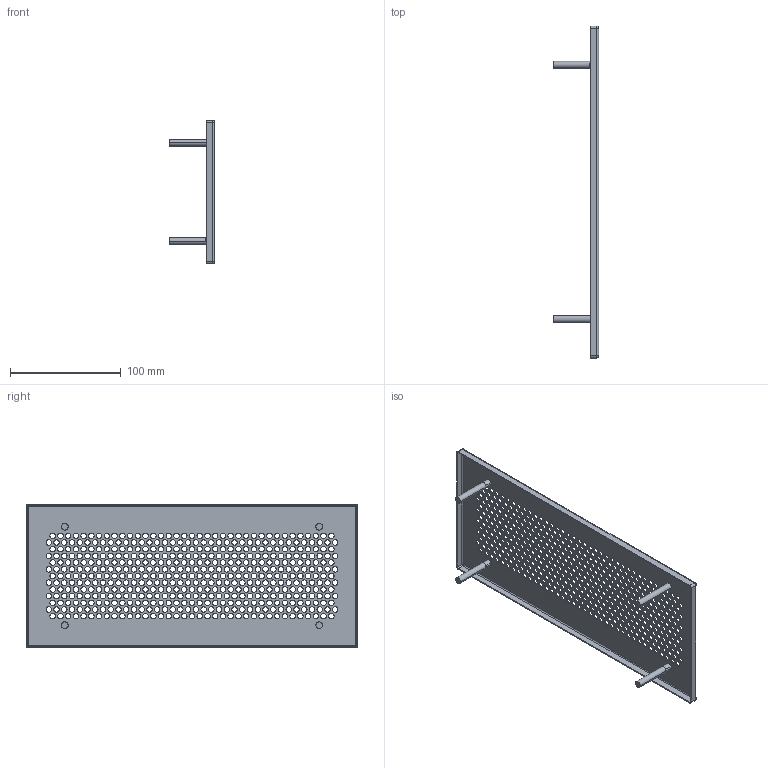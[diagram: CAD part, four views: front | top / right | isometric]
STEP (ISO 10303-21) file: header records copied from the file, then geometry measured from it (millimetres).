
FILE_DESCRIPTION(('CATIA V5 STEP Exchange','CAx-IF Rec.Pracs.--- Model Styling and Organization---1.4--- 2014-01-23','CAx-IF Rec.Pracs.---3D Tessellated Data Validation Properties---0.5---2014-09-14'),'2;1');
FILE_NAME('STEP_AIR590101_-_TST.stp','2021-03-29T06:11:31+00:00',('none'),('none'),'CATIA Version 5-6 Release 2019 SP3','CATIA V5 STEP AP242 v1','none');
FILE_SCHEMA(('AP242_MANAGED_MODEL_BASED_3D_ENGINEERING_MIM_LF {1 0 10303 442 1 1 4}'));
Length unit declared in the file: millimetre
Products named in the file (1): AIR590101 - TST
Bounding box: 41 x 300 x 130 mm (x, y, z)
Volume: 39362.9 mm3; surface area: 80945.4 mm2
Topology: 1 solids, 1 shells, 1027 faces, 3053 edges, 2025 vertices
Faces by surface type: cylinder 1004, plane 15, sphere 8
Entity records: 33188 total; most frequent: ORIENTED_EDGE 6090, CARTESIAN_POINT 5740, DIRECTION 4088, EDGE_CURVE 3045, AXIS2_PLACEMENT_3D 2525, VERTEX_POINT 2025, EDGE_LOOP 2006, CIRCLE 1994
